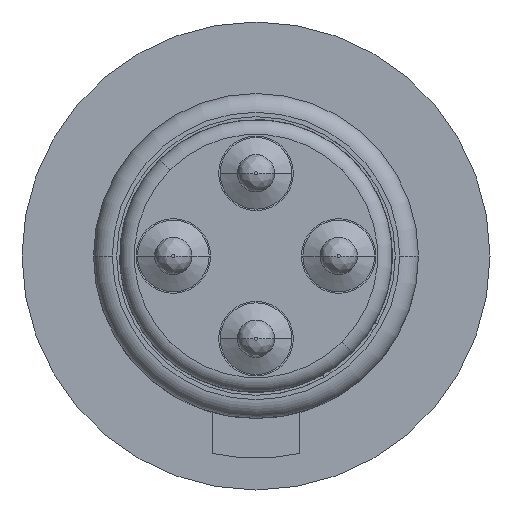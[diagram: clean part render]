
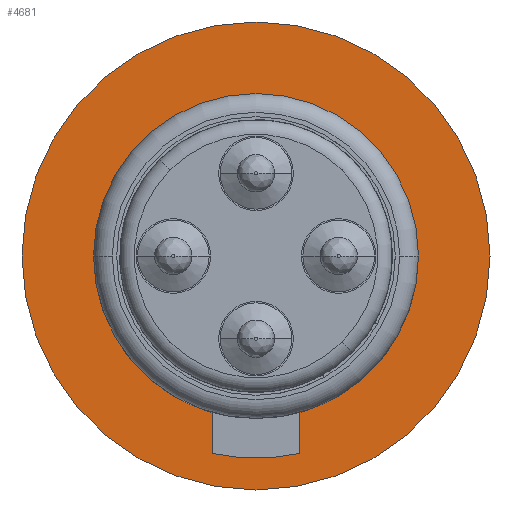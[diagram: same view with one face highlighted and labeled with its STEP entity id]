
A CAD part, front view. The second image highlights one B-rep face of the part: STEP entity #4681.
In plain terms, the highlighted planar face has unit normal (0, -1, 0).
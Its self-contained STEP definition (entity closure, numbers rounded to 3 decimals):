
#917=CARTESIAN_POINT('',(0.,-0.79,0.));
#918=DIRECTION('',(0.,1.,0.));
#919=DIRECTION('',(-1.,0.,0.));
#920=AXIS2_PLACEMENT_3D('',#917,#918,#919);
#922=CARTESIAN_POINT('',(0.,-0.79,0.));
#923=DIRECTION('',(0.,-1.,0.));
#924=DIRECTION('',(-1.,0.,0.));
#925=AXIS2_PLACEMENT_3D('',#922,#923,#924);
#927=CARTESIAN_POINT('',(0.,-0.79,0.));
#928=DIRECTION('',(0.,-1.,0.));
#929=DIRECTION('',(-1.,0.,0.));
#930=AXIS2_PLACEMENT_3D('',#927,#928,#929);
#936=CARTESIAN_POINT('',(0.,-0.79,0.));
#937=DIRECTION('',(0.,1.,0.));
#938=DIRECTION('',(-1.,0.,0.));
#939=AXIS2_PLACEMENT_3D('',#936,#937,#938);
#3021=CARTESIAN_POINT('',(-3.99,-0.79,0.));
#3023=VERTEX_POINT('',#3021);
#3033=CARTESIAN_POINT('',(3.99,-0.79,0.));
#3035=VERTEX_POINT('',#3033);
#3076=CARTESIAN_POINT('',(-2.705,-0.79,0.));
#3078=VERTEX_POINT('',#3076);
#3080=CARTESIAN_POINT('',(2.705,-0.79,0.));
#3082=VERTEX_POINT('',#3080);
#4666=CARTESIAN_POINT('',(0.,-0.79,0.));
#4667=DIRECTION('',(0.,-1.,0.));
#4668=DIRECTION('',(-1.,0.,0.));
#4669=AXIS2_PLACEMENT_3D('',#4666,#4667,#4668);
#4670=PLANE('',#4669);
#4671=ORIENTED_EDGE('',*,*,#4661,.T.);
#4672=ORIENTED_EDGE('',*,*,#4645,.F.);
#4673=EDGE_LOOP('',(#4671,#4672));
#4674=FACE_OUTER_BOUND('',#4673,.F.);
#4676=ORIENTED_EDGE('',*,*,#4675,.T.);
#4678=ORIENTED_EDGE('',*,*,#4677,.F.);
#4679=EDGE_LOOP('',(#4676,#4678));
#4680=FACE_BOUND('',#4679,.F.);
#4681=ADVANCED_FACE('',(#4674,#4680),#4670,.T.);
#921=CIRCLE('',#920,3.99);
#926=CIRCLE('',#925,3.99);
#931=CIRCLE('',#930,2.705);
#940=CIRCLE('',#939,2.705);
#4645=EDGE_CURVE('',#3023,#3035,#926,.T.);
#4661=EDGE_CURVE('',#3023,#3035,#921,.T.);
#4675=EDGE_CURVE('',#3078,#3082,#931,.T.);
#4677=EDGE_CURVE('',#3078,#3082,#940,.T.);
